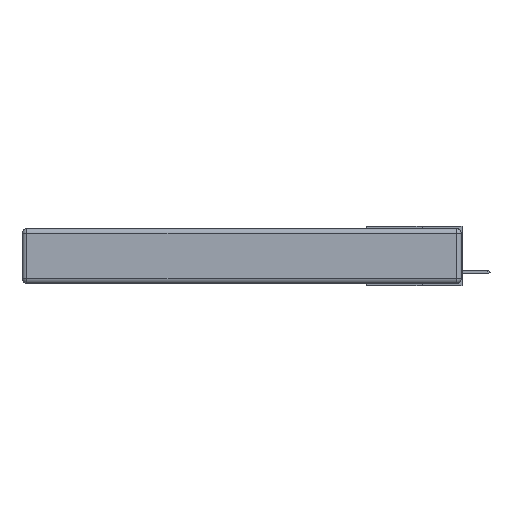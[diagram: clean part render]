
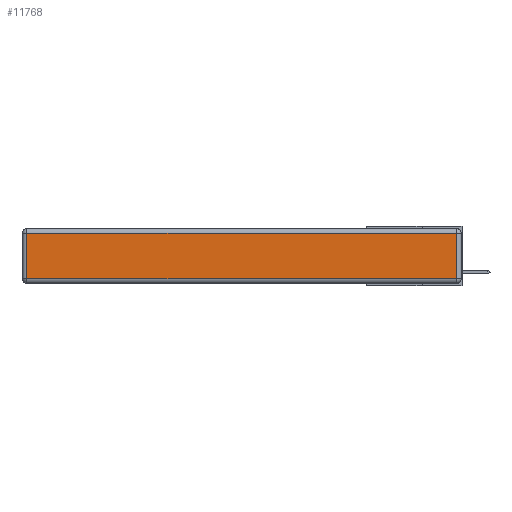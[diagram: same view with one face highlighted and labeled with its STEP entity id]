
A CAD part, left-side view. The second image highlights one B-rep face of the part: STEP entity #11768.
In plain terms, the highlighted planar face has unit normal (-1, 0, 0).
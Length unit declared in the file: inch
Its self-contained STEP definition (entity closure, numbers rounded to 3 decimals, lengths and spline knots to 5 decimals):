
#76 = AXIS2_PLACEMENT_3D ( 'NONE', #6714, #8783, #17138 ) ;
#508 = CARTESIAN_POINT ( 'NONE',  ( 0., 0.03, -0.313 ) ) ;
#2442 = VECTOR ( 'NONE', #16935, 39.37008 ) ;
#4263 = CARTESIAN_POINT ( 'NONE',  ( 0., 2.75, -0.03 ) ) ;
#4438 = ORIENTED_EDGE ( 'NONE', *, *, #8090, .T. ) ;
#5937 = ORIENTED_EDGE ( 'NONE', *, *, #10104, .T. ) ;
#5978 = CARTESIAN_POINT ( 'NONE',  ( 0., 2.72, -0.03 ) ) ;
#6427 = DIRECTION ( 'NONE',  ( 0., 1., 0. ) ) ;
#6714 = CARTESIAN_POINT ( 'NONE',  ( 0., 0., -0.343 ) ) ;
#7055 = DIRECTION ( 'NONE',  ( 0., 0., -1. ) ) ;
#7251 = EDGE_CURVE ( 'NONE', #20278, #26488, #10030, .T. ) ;
#8090 = EDGE_CURVE ( 'NONE', #14478, #20278, #20614, .T. ) ;
#8751 = CARTESIAN_POINT ( 'NONE',  ( 0., 0.03, -0.343 ) ) ;
#8783 = DIRECTION ( 'NONE',  ( -1., 0., 0. ) ) ;
#8961 = PLANE ( 'NONE',  #76 ) ;
#9654 = EDGE_CURVE ( 'NONE', #14833, #14478, #10528, .T. ) ;
#10030 = LINE ( 'NONE', #23266, #18064 ) ;
#10104 = EDGE_CURVE ( 'NONE', #26488, #14833, #21122, .T. ) ;
#10528 = LINE ( 'NONE', #4263, #19871 ) ;
#11709 = FACE_OUTER_BOUND ( 'NONE', #12928, .T. ) ;
#11768 = ADVANCED_FACE ( 'NONE', ( #11709 ), #8961, .T. ) ;
#12928 = EDGE_LOOP ( 'NONE', ( #22254, #5937, #26226, #4438 ) ) ;
#13542 = VECTOR ( 'NONE', #7055, 39.37008 ) ;
#14478 = VERTEX_POINT ( 'NONE', #5978 ) ;
#14833 = VERTEX_POINT ( 'NONE', #22556 ) ;
#15234 = CARTESIAN_POINT ( 'NONE',  ( 0., 2.72, -0.343 ) ) ;
#16935 = DIRECTION ( 'NONE',  ( 0., 0., 1. ) ) ;
#17138 = DIRECTION ( 'NONE',  ( 0., 0., 1. ) ) ;
#18064 = VECTOR ( 'NONE', #21216, 39.37008 ) ;
#19871 = VECTOR ( 'NONE', #6427, 39.37008 ) ;
#20278 = VERTEX_POINT ( 'NONE', #23857 ) ;
#20614 = LINE ( 'NONE', #15234, #13542 ) ;
#21122 = LINE ( 'NONE', #8751, #2442 ) ;
#21216 = DIRECTION ( 'NONE',  ( 0., -1., 0. ) ) ;
#22254 = ORIENTED_EDGE ( 'NONE', *, *, #7251, .T. ) ;
#22556 = CARTESIAN_POINT ( 'NONE',  ( 0., 0.03, -0.03 ) ) ;
#23266 = CARTESIAN_POINT ( 'NONE',  ( 0., 0., -0.313 ) ) ;
#23857 = CARTESIAN_POINT ( 'NONE',  ( 0., 2.72, -0.313 ) ) ;
#26226 = ORIENTED_EDGE ( 'NONE', *, *, #9654, .T. ) ;
#26488 = VERTEX_POINT ( 'NONE', #508 ) ;
